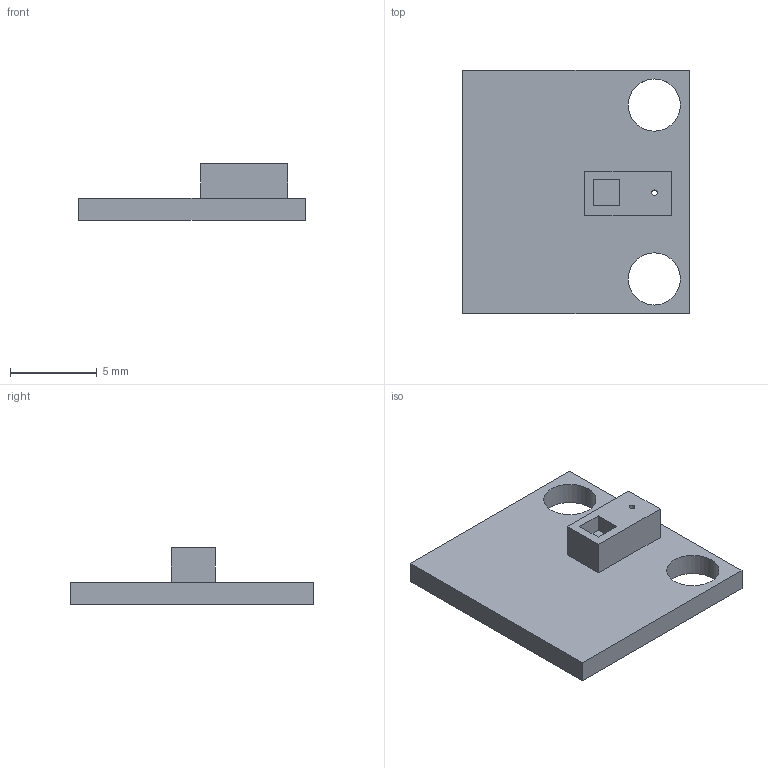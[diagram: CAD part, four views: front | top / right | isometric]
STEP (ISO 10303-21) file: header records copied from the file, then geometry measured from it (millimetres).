
FILE_DESCRIPTION(/* description */ (''),/* implementation_level */ '2;1');
FILE_NAME(/* name */ 'PAJ7620.step',/* time_stamp */ '2020-12-17T12:29:52+01:00',/* author */ (''),/* organization */ (''),/* preprocessor_version */ 'ST-DEVELOPER v18.1',/* originating_system */ 'Autodesk Translation Framework v9.7.1.1290',/* authorisation */ '');
FILE_SCHEMA (('AUTOMOTIVE_DESIGN { 1 0 10303 214 3 1 1 }'));
Length unit declared in the file: millimetre
Products named in the file (1): PAJ7620
Bounding box: 13 x 14 x 3.27 mm (x, y, z)
Volume: 236.1 mm3; surface area: 504.8 mm2
Topology: 3 solids, 3 shells, 26 faces, 60 edges, 40 vertices
Faces by surface type: plane 22, cylinder 4
Full cylindrical faces by diameter (mm): 0.321 x2, 3 x2
Entity records: 797 total; most frequent: CARTESIAN_POINT 127, DIRECTION 122, ORIENTED_EDGE 120, EDGE_CURVE 60, LINE 52, VECTOR 52, VERTEX_POINT 40, EDGE_LOOP 36
